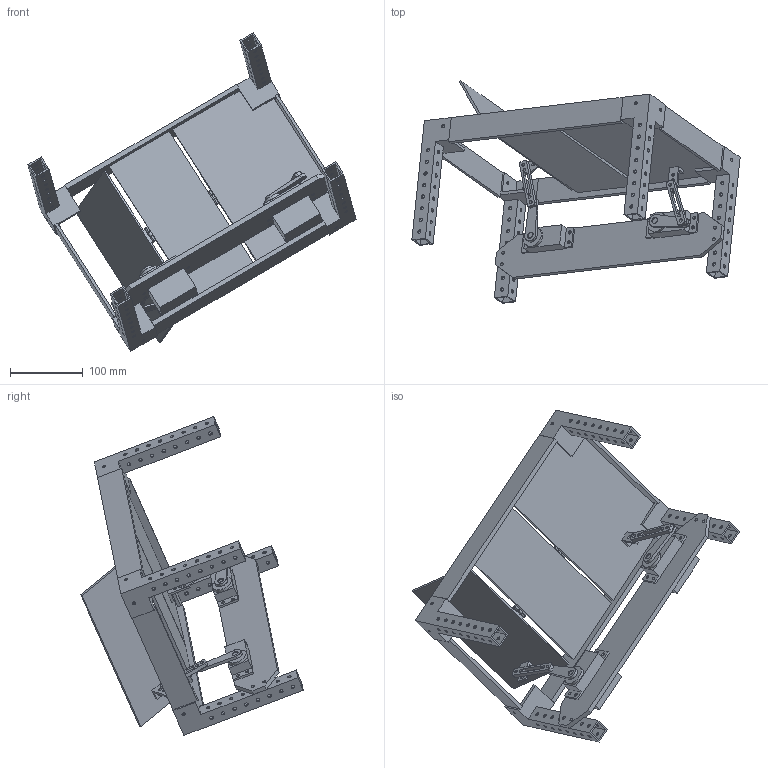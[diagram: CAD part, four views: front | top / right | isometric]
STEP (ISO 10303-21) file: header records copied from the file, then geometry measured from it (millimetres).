
FILE_DESCRIPTION(('FreeCAD Model'),'2;1');
FILE_NAME('Open CASCADE Shape Model','2025-04-29T14:30:55',('FreeCAD'),( 'FreeCAD'),'Open CASCADE STEP processor 7.6','FreeCAD','Unknown');
FILE_SCHEMA(('AUTOMOTIVE_DESIGN { 1 0 10303 214 1 1 1 1 }'));
Length unit declared in the file: millimetre
Products named in the file (1): Open CASCADE STEP translator 7.6 1
Bounding box: 450.96 x 305.67 x 437.96 mm (x, y, z)
Volume: 997748.7 mm3; surface area: 481612.2 mm2
Topology: 22 solids, 22 shells, 756 faces, 2066 edges, 1372 vertices
Faces by surface type: bspline 756
Entity records: 25752 total; most frequent: CARTESIAN_POINT 13533, ORIENTED_EDGE 4132, EDGE_CURVE 2066, VERTEX_POINT 1372, B_SPLINE_CURVE_WITH_KNOTS 1190, FACE_BOUND 1162, EDGE_LOOP 1162, ADVANCED_FACE 756
